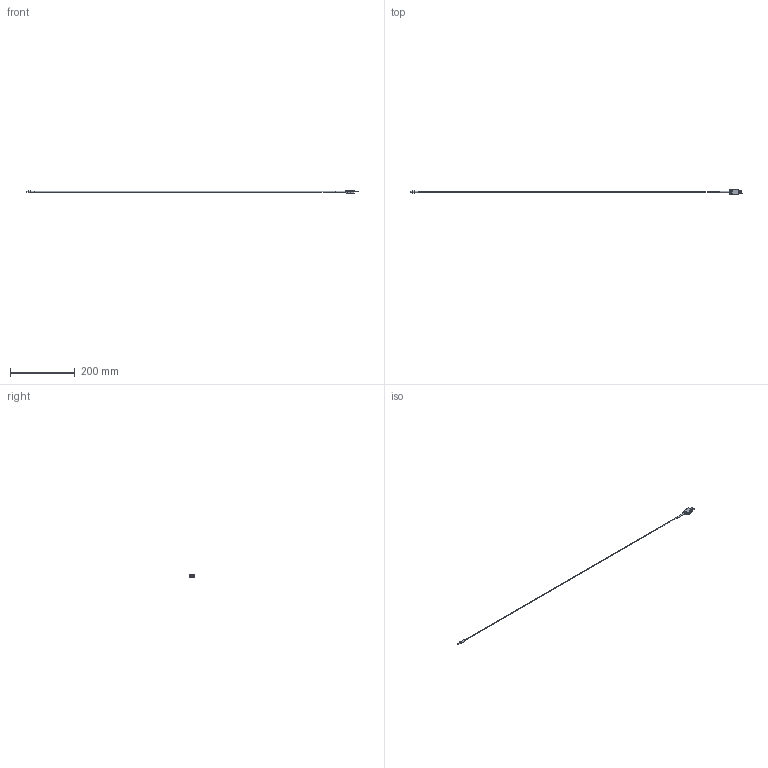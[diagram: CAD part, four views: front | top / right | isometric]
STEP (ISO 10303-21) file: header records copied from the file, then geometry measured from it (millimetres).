
FILE_DESCRIPTION( ( 'STEP AP214' ), '1' );
FILE_NAME( 'STF040X080X026.step', '2018-09-04T02:15:25', ( ' ' ), ( ' ' ), 'XStep 1.0', ' ', ' ' );
FILE_SCHEMA( ( 'automotive_design' ) );
Length unit declared in the file: millimetre
Products named in the file (1): 1
Bounding box: 1026 x 18 x 9 mm (x, y, z)
Volume: 8431.9 mm3; surface area: 10084.7 mm2
Topology: 1 solids, 1 shells, 177 faces, 450 edges, 283 vertices
Faces by surface type: plane 84, cylinder 60, torus 20, sphere 8, cone 3, bspline 2
Full cylindrical faces by diameter (mm): 2 x4, 2.5 x1, 3.5 x3, 3.8 x1, 4 x1, 5 x1, 7 x1
Entity records: 6818 total; most frequent: CARTESIAN_POINT 1177, DIRECTION 886, ORIENTED_EDGE 854, EDGE_CURVE 427, AXIS2_PLACEMENT_3D 328, VERTEX_POINT 277, LINE 230, VECTOR 230
